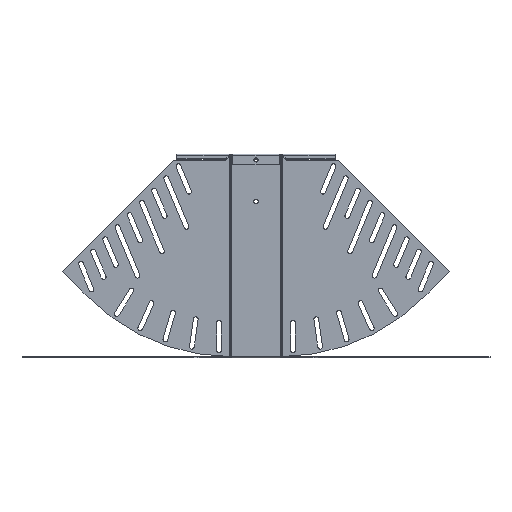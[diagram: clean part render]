
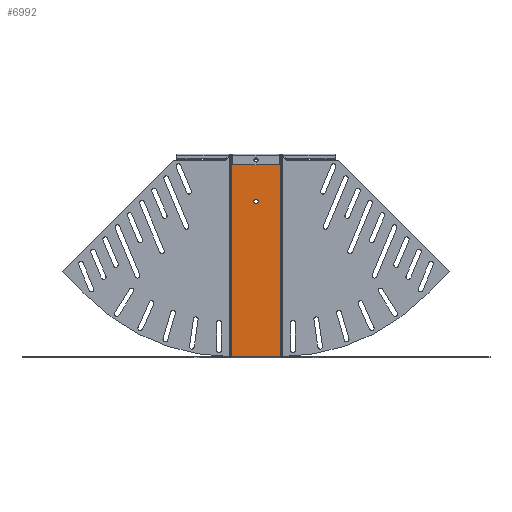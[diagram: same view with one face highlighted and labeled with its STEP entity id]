
A CAD part, front view. The second image highlights one B-rep face of the part: STEP entity #6992.
In plain terms, the highlighted planar face has unit normal (0, -1, 0).
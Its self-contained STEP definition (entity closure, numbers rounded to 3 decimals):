
#207 = DIRECTION ( 'NONE',  ( 0., 0., 1. ) ) ;
#569 = VERTEX_POINT ( 'NONE', #3098 ) ;
#869 = DIRECTION ( 'NONE',  ( 0., 0., 1. ) ) ;
#1149 = LINE ( 'NONE', #16083, #3914 ) ;
#1180 = ORIENTED_EDGE ( 'NONE', *, *, #1233, .T. ) ;
#1233 = EDGE_CURVE ( 'NONE', #4337, #20485, #8638, .T. ) ;
#1644 = EDGE_CURVE ( 'NONE', #18716, #12914, #14677, .T. ) ;
#1791 = DIRECTION ( 'NONE',  ( 0., 1., 0. ) ) ;
#2138 = CARTESIAN_POINT ( 'NONE',  ( 0., -1.25, -6.5 ) ) ;
#2162 = EDGE_LOOP ( 'NONE', ( #1180, #11418 ) ) ;
#2265 = LINE ( 'NONE', #16769, #15309 ) ;
#2280 = VERTEX_POINT ( 'NONE', #12327 ) ;
#2286 = ORIENTED_EDGE ( 'NONE', *, *, #20633, .F. ) ;
#2431 = EDGE_CURVE ( 'NONE', #18874, #17015, #2666, .T. ) ;
#2666 = CIRCLE ( 'NONE', #17654, 293.75 ) ;
#2740 = EDGE_CURVE ( 'NONE', #20485, #4337, #9737, .T. ) ;
#2777 = DIRECTION ( 'NONE',  ( 0., 0., 1. ) ) ;
#3014 = DIRECTION ( 'NONE',  ( 0., 0., 1. ) ) ;
#3098 = CARTESIAN_POINT ( 'NONE',  ( 35.586, -1.25, 0. ) ) ;
#3141 = DIRECTION ( 'NONE',  ( 0., 0., 1. ) ) ;
#3239 = CARTESIAN_POINT ( 'NONE',  ( 0., -1.25, -66.5 ) ) ;
#3338 = VERTEX_POINT ( 'NONE', #16156 ) ;
#3516 = AXIS2_PLACEMENT_3D ( 'NONE', #4624, #21214, #2777 ) ;
#3914 = VECTOR ( 'NONE', #3014, 1000. ) ;
#4088 = EDGE_CURVE ( 'NONE', #17015, #569, #1149, .T. ) ;
#4337 = VERTEX_POINT ( 'NONE', #10726 ) ;
#4624 = CARTESIAN_POINT ( 'NONE',  ( -35.5, -1.25, 2.25 ) ) ;
#4755 = DIRECTION ( 'NONE',  ( 0., 1., 0. ) ) ;
#5138 = FACE_BOUND ( 'NONE', #13087, .T. ) ;
#5621 = EDGE_CURVE ( 'NONE', #18155, #2280, #6831, .T. ) ;
#5913 = DIRECTION ( 'NONE',  ( 1., 0., 0. ) ) ;
#5937 = EDGE_CURVE ( 'NONE', #18874, #18716, #8970, .T. ) ;
#6831 = CIRCLE ( 'NONE', #10627, 3.1 ) ;
#6992 = ADVANCED_FACE ( 'NONE', ( #5138, #14945, #20197 ), #18365, .F. ) ;
#7267 = DIRECTION ( 'NONE',  ( 0., 1., 0. ) ) ;
#7796 = DIRECTION ( 'NONE',  ( 0., 0., 1. ) ) ;
#7980 = EDGE_CURVE ( 'NONE', #12914, #3338, #2265, .T. ) ;
#8638 = CIRCLE ( 'NONE', #20831, 3.1 ) ;
#8745 = DIRECTION ( 'NONE',  ( -1., 0., 0. ) ) ;
#8914 = ORIENTED_EDGE ( 'NONE', *, *, #7980, .F. ) ;
#8970 = LINE ( 'NONE', #20619, #14474 ) ;
#9431 = LINE ( 'NONE', #14203, #21031 ) ;
#9442 = DIRECTION ( 'NONE',  ( 0., 1., 0. ) ) ;
#9737 = CIRCLE ( 'NONE', #11806, 3.1 ) ;
#9811 = CARTESIAN_POINT ( 'NONE',  ( -35.586, -1.25, -291.5 ) ) ;
#9872 = AXIS2_PLACEMENT_3D ( 'NONE', #3239, #1791, #3141 ) ;
#10135 = ORIENTED_EDGE ( 'NONE', *, *, #20083, .T. ) ;
#10154 = EDGE_LOOP ( 'NONE', ( #13401, #13222, #12793, #2286, #8914, #14018 ) ) ;
#10280 = DIRECTION ( 'NONE',  ( 0., 1., 0. ) ) ;
#10627 = AXIS2_PLACEMENT_3D ( 'NONE', #12916, #9442, #7796 ) ;
#10726 = CARTESIAN_POINT ( 'NONE',  ( 0., -1.25, -3.4 ) ) ;
#11418 = ORIENTED_EDGE ( 'NONE', *, *, #2740, .T. ) ;
#11806 = AXIS2_PLACEMENT_3D ( 'NONE', #2138, #7267, #12088 ) ;
#12088 = DIRECTION ( 'NONE',  ( 0., 0., 1. ) ) ;
#12327 = CARTESIAN_POINT ( 'NONE',  ( 0., -1.25, -69.6 ) ) ;
#12793 = ORIENTED_EDGE ( 'NONE', *, *, #4088, .T. ) ;
#12914 = VERTEX_POINT ( 'NONE', #9811 ) ;
#12916 = CARTESIAN_POINT ( 'NONE',  ( 0., -1.25, -66.5 ) ) ;
#13087 = EDGE_LOOP ( 'NONE', ( #16182, #10135 ) ) ;
#13222 = ORIENTED_EDGE ( 'NONE', *, *, #2431, .T. ) ;
#13224 = DIRECTION ( 'NONE',  ( 0., 0., 1. ) ) ;
#13235 = CARTESIAN_POINT ( 'NONE',  ( 35.586, -1.25, -291.5 ) ) ;
#13401 = ORIENTED_EDGE ( 'NONE', *, *, #5937, .F. ) ;
#13882 = AXIS2_PLACEMENT_3D ( 'NONE', #20103, #10280, #13224 ) ;
#14018 = ORIENTED_EDGE ( 'NONE', *, *, #1644, .F. ) ;
#14203 = CARTESIAN_POINT ( 'NONE',  ( -9.5, -1.25, 0. ) ) ;
#14274 = CARTESIAN_POINT ( 'NONE',  ( 0., -1.25, -6.5 ) ) ;
#14474 = VECTOR ( 'NONE', #8745, 1000. ) ;
#14677 = CIRCLE ( 'NONE', #3516, 293.75 ) ;
#14945 = FACE_OUTER_BOUND ( 'NONE', #10154, .T. ) ;
#15066 = CARTESIAN_POINT ( 'NONE',  ( 0., -1.25, -9.6 ) ) ;
#15309 = VECTOR ( 'NONE', #207, 1000. ) ;
#15913 = CARTESIAN_POINT ( 'NONE',  ( 35.5, -1.25, 2.25 ) ) ;
#16083 = CARTESIAN_POINT ( 'NONE',  ( 35.586, -1.25, 2.25 ) ) ;
#16156 = CARTESIAN_POINT ( 'NONE',  ( -35.586, -1.25, 0. ) ) ;
#16182 = ORIENTED_EDGE ( 'NONE', *, *, #5621, .T. ) ;
#16769 = CARTESIAN_POINT ( 'NONE',  ( -35.586, -1.25, 2.25 ) ) ;
#17015 = VERTEX_POINT ( 'NONE', #13235 ) ;
#17531 = CIRCLE ( 'NONE', #9872, 3.1 ) ;
#17654 = AXIS2_PLACEMENT_3D ( 'NONE', #15913, #20944, #869 ) ;
#17731 = CARTESIAN_POINT ( 'NONE',  ( 0., -1.25, -63.4 ) ) ;
#18155 = VERTEX_POINT ( 'NONE', #17731 ) ;
#18365 = PLANE ( 'NONE',  #13882 ) ;
#18666 = CARTESIAN_POINT ( 'NONE',  ( -35.5, -1.25, -291.5 ) ) ;
#18716 = VERTEX_POINT ( 'NONE', #18666 ) ;
#18874 = VERTEX_POINT ( 'NONE', #21172 ) ;
#19312 = DIRECTION ( 'NONE',  ( 0., 0., 1. ) ) ;
#20083 = EDGE_CURVE ( 'NONE', #2280, #18155, #17531, .T. ) ;
#20103 = CARTESIAN_POINT ( 'NONE',  ( -35.5, -1.25, 2.25 ) ) ;
#20197 = FACE_BOUND ( 'NONE', #2162, .T. ) ;
#20485 = VERTEX_POINT ( 'NONE', #15066 ) ;
#20619 = CARTESIAN_POINT ( 'NONE',  ( 0., -1.25, -291.5 ) ) ;
#20633 = EDGE_CURVE ( 'NONE', #3338, #569, #9431, .T. ) ;
#20831 = AXIS2_PLACEMENT_3D ( 'NONE', #14274, #4755, #19312 ) ;
#20944 = DIRECTION ( 'NONE',  ( 0., -1., 0. ) ) ;
#21031 = VECTOR ( 'NONE', #5913, 1000. ) ;
#21172 = CARTESIAN_POINT ( 'NONE',  ( 35.5, -1.25, -291.5 ) ) ;
#21214 = DIRECTION ( 'NONE',  ( 0., 1., 0. ) ) ;
